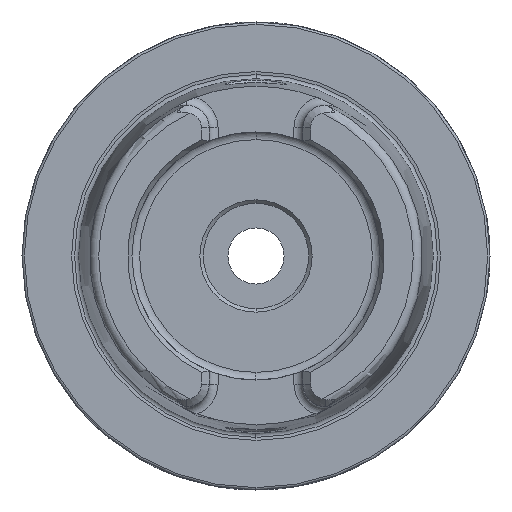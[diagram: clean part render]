
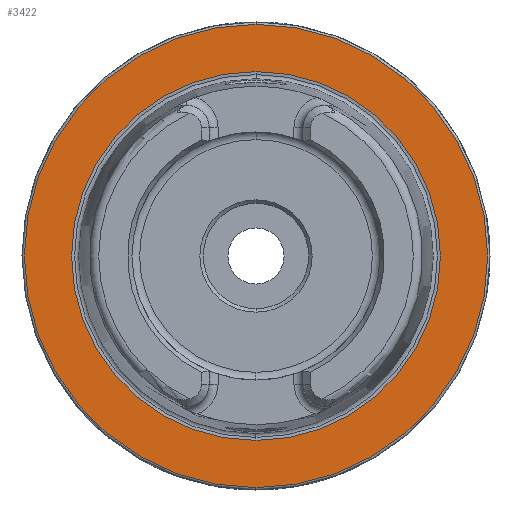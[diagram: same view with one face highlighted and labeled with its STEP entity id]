
A CAD part, left-side view. The second image highlights one B-rep face of the part: STEP entity #3422.
In plain terms, the highlighted planar face has unit normal (-1, 0, 0).
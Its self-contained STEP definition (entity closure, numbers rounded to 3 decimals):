
#566 = CARTESIAN_POINT ( 'NONE',  ( 0., 0., -39.405 ) ) ;
#571 = CARTESIAN_POINT ( 'NONE',  ( 0., 0., 39.405 ) ) ;
#573 = CARTESIAN_POINT ( 'NONE',  ( 0., 0., 49.5 ) ) ;
#574 = CARTESIAN_POINT ( 'NONE',  ( 0., 0., -49.5 ) ) ;
#1068 = CARTESIAN_POINT ( 'NONE',  ( 0., 0., 0. ) ) ;
#1069 = DIRECTION ( 'NONE',  ( -1., 0., 0. ) ) ;
#1070 = DIRECTION ( 'NONE',  ( 0., 0., 1. ) ) ;
#1071 = CARTESIAN_POINT ( 'NONE',  ( 0., 0., 0. ) ) ;
#1072 = DIRECTION ( 'NONE',  ( -1., 0., 0. ) ) ;
#1073 = DIRECTION ( 'NONE',  ( 0., 0., 1. ) ) ;
#1260 = CIRCLE ( 'NONE', #8710, 49.5 ) ;
#1261 = CIRCLE ( 'NONE', #8711, 39.405 ) ;
#3422 = ADVANCED_FACE ( 'NONE', ( #9505, #9502 ), #9044, .F. ) ;
#3624 = EDGE_LOOP ( 'NONE', ( #5357, #5358 ) ) ;
#3625 = EDGE_LOOP ( 'NONE', ( #5359, #5360 ) ) ;
#4138 = EDGE_CURVE ( 'NONE', #4887, #4892, #9611, .T. ) ;
#4142 = EDGE_CURVE ( 'NONE', #4894, #4895, #9618, .T. ) ;
#4887 = VERTEX_POINT ( 'NONE', #566 ) ;
#4892 = VERTEX_POINT ( 'NONE', #571 ) ;
#4894 = VERTEX_POINT ( 'NONE', #573 ) ;
#4895 = VERTEX_POINT ( 'NONE', #574 ) ;
#5068 = EDGE_CURVE ( 'NONE', #4895, #4894, #1260, .T. ) ;
#5069 = EDGE_CURVE ( 'NONE', #4892, #4887, #1261, .T. ) ;
#5357 = ORIENTED_EDGE ( 'NONE', *, *, #5069, .F. ) ;
#5358 = ORIENTED_EDGE ( 'NONE', *, *, #4138, .F. ) ;
#5359 = ORIENTED_EDGE ( 'NONE', *, *, #4142, .T. ) ;
#5360 = ORIENTED_EDGE ( 'NONE', *, *, #5068, .T. ) ;
#8555 = AXIS2_PLACEMENT_3D ( 'NONE', #9041, #9046, #9047 ) ;
#8613 = AXIS2_PLACEMENT_3D ( 'NONE', #9777, #9778, #9779 ) ;
#8616 = AXIS2_PLACEMENT_3D ( 'NONE', #9786, #9787, #9788 ) ;
#8710 = AXIS2_PLACEMENT_3D ( 'NONE', #1068, #1069, #1070 ) ;
#8711 = AXIS2_PLACEMENT_3D ( 'NONE', #1071, #1072, #1073 ) ;
#9041 = CARTESIAN_POINT ( 'NONE',  ( 0., 49.5, 0. ) ) ;
#9044 = PLANE ( 'NONE',  #8555 ) ;
#9046 = DIRECTION ( 'NONE',  ( 1., 0., 0. ) ) ;
#9047 = DIRECTION ( 'NONE',  ( 0., 0., -1. ) ) ;
#9502 = FACE_OUTER_BOUND ( 'NONE', #3625, .T. ) ;
#9505 = FACE_BOUND ( 'NONE', #3624, .T. ) ;
#9611 = CIRCLE ( 'NONE', #8613, 39.405 ) ;
#9618 = CIRCLE ( 'NONE', #8616, 49.5 ) ;
#9777 = CARTESIAN_POINT ( 'NONE',  ( 0., 0., 0. ) ) ;
#9778 = DIRECTION ( 'NONE',  ( -1., 0., 0. ) ) ;
#9779 = DIRECTION ( 'NONE',  ( 0., 0., 1. ) ) ;
#9786 = CARTESIAN_POINT ( 'NONE',  ( 0., 0., 0. ) ) ;
#9787 = DIRECTION ( 'NONE',  ( -1., 0., 0. ) ) ;
#9788 = DIRECTION ( 'NONE',  ( 0., 0., 1. ) ) ;
